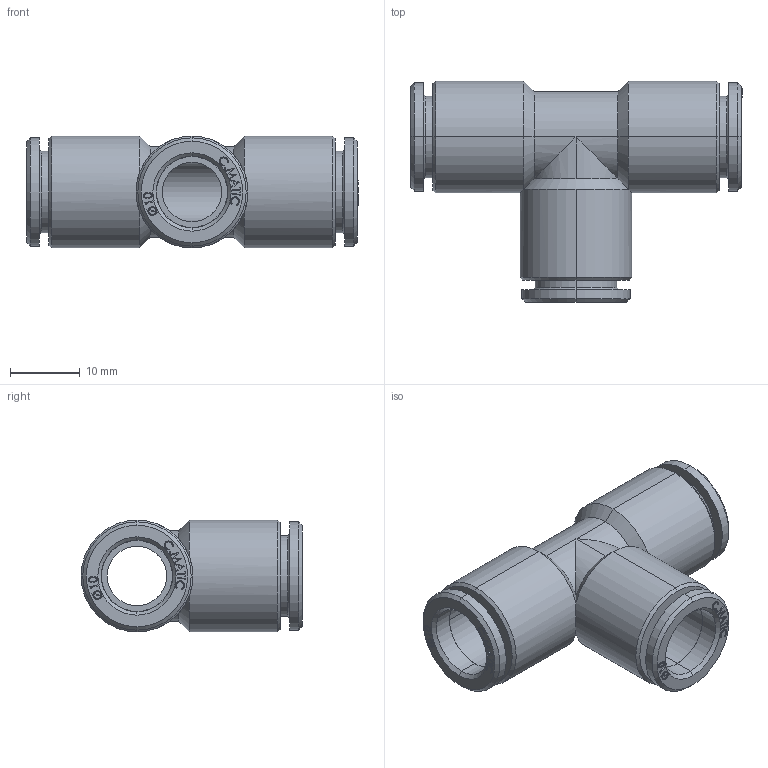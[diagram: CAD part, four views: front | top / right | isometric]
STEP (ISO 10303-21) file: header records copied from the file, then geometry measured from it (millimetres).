
FILE_DESCRIPTION (( 'STEP AP203' ), '1' );
FILE_NAME ('B0050050.STEP', '2011-03-21T14:56:04', ( '' ), ( 'sopra-pneumatic' ), 'SwSTEP 2.0', 'SolidWorks 2009', '' );
FILE_SCHEMA (( 'CONFIG_CONTROL_DESIGN' ));
Length unit declared in the file: millimetre
Products named in the file (1): B0050050
Bounding box: 47.5 x 31.75 x 16 mm (x, y, z)
Volume: 6515 mm3; surface area: 5860.9 mm2
Topology: 1 solids, 1 shells, 424 faces, 1059 edges, 690 vertices
Faces by surface type: plane 219, bspline 129, cylinder 43, cone 33
Entity records: 24900 total; most frequent: CARTESIAN_POINT 15521, ORIENTED_EDGE 2118, DIRECTION 1485, EDGE_CURVE 1059, VERTEX_POINT 690, VECTOR 685, LINE 685, EDGE_LOOP 481
